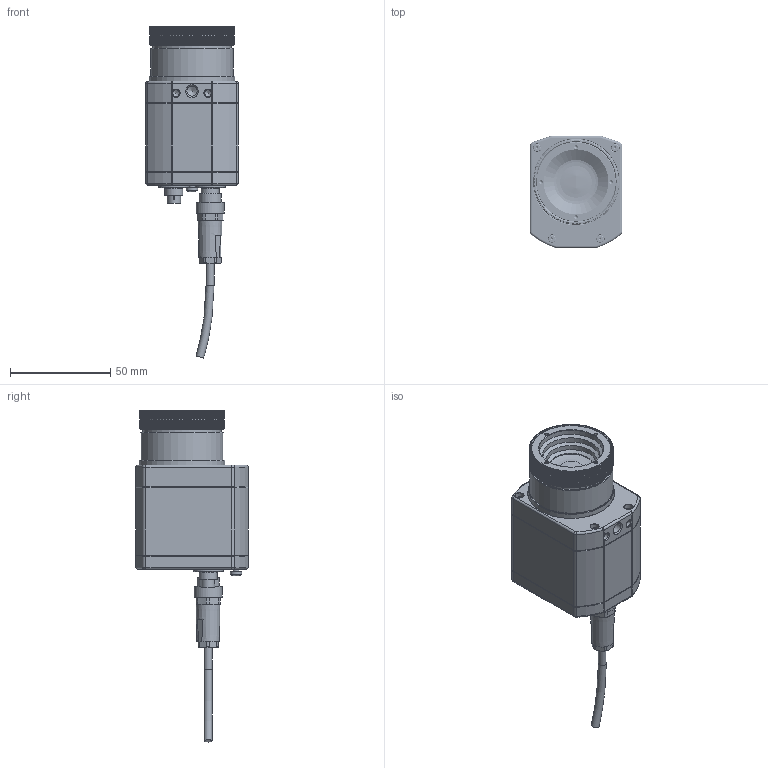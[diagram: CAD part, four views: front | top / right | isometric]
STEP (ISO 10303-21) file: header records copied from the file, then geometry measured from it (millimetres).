
FILE_DESCRIPTION (( 'STEP AP203' ), '1' );
FILE_NAME ('PI-4xx 38G-Optik.STEP', '2013-07-10T08:05:52', ( 'qwe' ), ( '' ), 'SwSTEP 2.0', 'SolidWorks 2013', '' );
FILE_SCHEMA (( 'CONFIG_CONTROL_DESIGN' ));
Length unit declared in the file: millimetre
Products named in the file (17): 61103 Linsenschraube KS DIN 7985 A2 M1,6x4_ISO 7045 - M1.6 x 4 - Z --- 4S; 9P219-X Rückwand PI-3; 61220 Zylinderschraube ISK DIN 912-A2 M2x10_DIN 912 M3 x 5 --- 5S; 1P202-X Verbindungsrohr-PI3-XXX_1P102-1; 51084 Kabeldose 712_4-polig; 1P245 Objektivtubus-35GC; PI-4xx 38G-Optik; 1P246 Schraubring-35GC; 1P201-X Frontplatte-PI3S-XXX; 63023 O-Ring 23x1_O-Ring 20 x 1; 1P203-X Heckplatte-PI3-XXX; 1PL37 Linse1-35GC; Flanschstecker-09-0411-00-04; 9P235 Objektiv 35G-CGA; Flanschstecker-09-0415-00-05; 1P210 Objektivhaltering-PI3; 61301 Linsenschraube DIN 7985 VZ M3x5_Linsenschraube KS DIN 7985 VZ M3x5
Assembly tree (25 placements, depth 3):
  PI-4xx 38G-Optik
    1P201-X Frontplatte-PI3S-XXX
    9P219-X Rückwand PI-3
      1P203-X Heckplatte-PI3-XXX
      Flanschstecker-09-0411-00-04
      Flanschstecker-09-0415-00-05
      61301 Linsenschraube DIN 7985 VZ M3x5_Linsenschraube KS DIN 7985 VZ M3x5
    1P202-X Verbindungsrohr-PI3-XXX_1P102-1
    9P235 Objektiv 35G-CGA
      1P245 Objektivtubus-35GC
      1P246 Schraubring-35GC
      63023 O-Ring 23x1_O-Ring 20 x 1
      1PL37 Linse1-35GC
    1P210 Objektivhaltering-PI3
    61103 Linsenschraube KS DIN 7985 A2 M1,6x4_ISO 7045 - M1.6 x 4 - Z --- 4S  x3
    61220 Zylinderschraube ISK DIN 912-A2 M2x10_DIN 912 M3 x 5 --- 5S  x8
    51084 Kabeldose 712_4-polig
Bounding box: 46 x 56 x 165.88 mm (x, y, z)
Volume: 69670 mm3; surface area: 61882 mm2
Topology: 22 solids, 30 shells, 2634 faces, 6367 edges, 3872 vertices
Faces by surface type: cylinder 911, cone 894, plane 700, bspline 69, torus 54, sphere 6
Full cylindrical faces by diameter (mm): 0.9 x9, 1 x22, 1.25 x5, 1.5 x2, 1.6 x49, 1.7 x3, 2 x144, 2.2 x8, 2.5 x1, 3 x9, 3.2 x3, 3.3 x2, 3.8 x8, 4 x1, 4.4 x8, 5.105 x1, 5.5 x1, 5.6 x1, 6 x2, 6.6 x2, 7.9 x2, 8 x2, 9 x4, 10 x6, 11 x1, 12 x4, 14 x1, 15 x2, 18.65 x1, 22 x1
Entity records: 72598 total; most frequent: CARTESIAN_POINT 25277, DIRECTION 9439, ORIENTED_EDGE 9092, EDGE_CURVE 4549, AXIS2_PLACEMENT_3D 3787, VERTEX_POINT 3058, EDGE_LOOP 2505, FACE_OUTER_BOUND 2188
